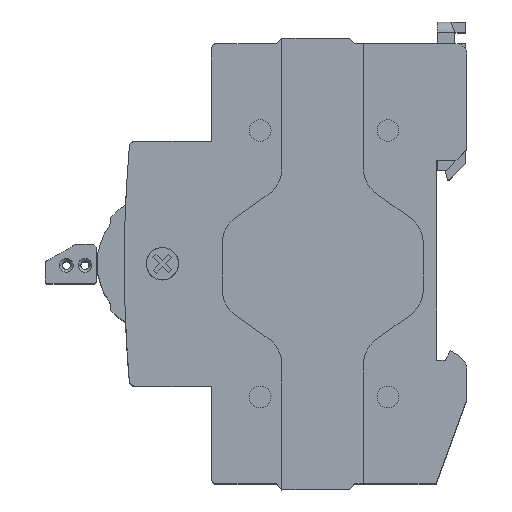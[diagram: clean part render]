
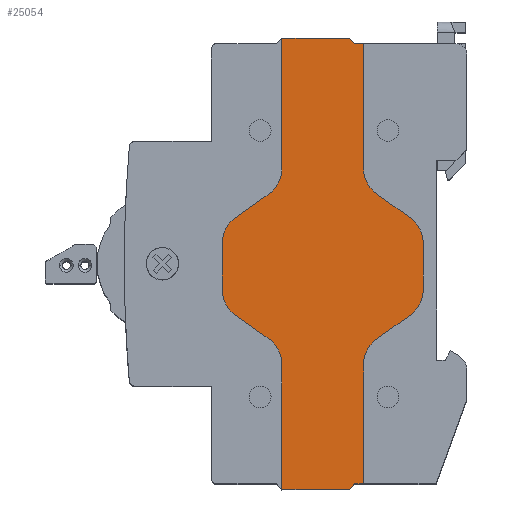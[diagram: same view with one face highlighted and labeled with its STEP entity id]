
A CAD part, top view. The second image highlights one B-rep face of the part: STEP entity #25054.
In plain terms, the highlighted planar face has unit normal (0, 0, 1).
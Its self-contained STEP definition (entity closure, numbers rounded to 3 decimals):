
#21350=DIRECTION('',(0.,1.,0.));
#21351=VECTOR('',#21350,21.877);
#21352=CARTESIAN_POINT('',(15.,-40.5,26.7));
#21353=LINE('',#21352,#21351);
#21402=DIRECTION('',(1.,0.,0.));
#21403=VECTOR('',#21402,1.64);
#21404=CARTESIAN_POINT('',(13.36,-40.5,26.7));
#21405=LINE('',#21404,#21403);
#21786=DIRECTION('',(0.,-1.,0.));
#21787=VECTOR('',#21786,23.877);
#21788=CARTESIAN_POINT('',(0.,41.5,26.7));
#21789=LINE('',#21788,#21787);
#21790=DIRECTION('',(-0.707,-0.707,0.));
#21791=VECTOR('',#21790,1.414);
#21792=CARTESIAN_POINT('',(13.36,-40.5,26.7));
#21793=LINE('',#21792,#21791);
#21794=CARTESIAN_POINT('',(-6.,-18.623,26.7));
#21795=DIRECTION('',(0.,0.,1.));
#21796=DIRECTION('',(1.,0.,0.));
#21797=AXIS2_PLACEMENT_3D('',#21794,#21795,#21796);
#21799=DIRECTION('',(-0.819,0.574,0.));
#21800=VECTOR('',#21799,7.182);
#21801=CARTESIAN_POINT('',(-2.559,-13.708,26.7));
#21802=LINE('',#21801,#21800);
#21803=CARTESIAN_POINT('',(-5.,-4.674,26.7));
#21804=DIRECTION('',(0.,0.,-1.));
#21805=DIRECTION('',(-0.574,-0.819,0.));
#21806=AXIS2_PLACEMENT_3D('',#21803,#21804,#21805);
#21808=CARTESIAN_POINT('',(-5.,3.674,26.7));
#21809=DIRECTION('',(0.,0.,-1.));
#21810=DIRECTION('',(-1.,0.,0.));
#21811=AXIS2_PLACEMENT_3D('',#21808,#21809,#21810);
#21813=DIRECTION('',(0.819,0.574,0.));
#21814=VECTOR('',#21813,7.182);
#21815=CARTESIAN_POINT('',(-8.441,8.589,26.7));
#21816=LINE('',#21815,#21814);
#21817=CARTESIAN_POINT('',(-6.,17.623,26.7));
#21818=DIRECTION('',(0.,0.,1.));
#21819=DIRECTION('',(0.574,-0.819,0.));
#21820=AXIS2_PLACEMENT_3D('',#21817,#21818,#21819);
#21822=DIRECTION('',(0.707,-0.707,0.));
#21823=VECTOR('',#21822,1.414);
#21824=CARTESIAN_POINT('',(12.36,41.5,26.7));
#21825=LINE('',#21824,#21823);
#21826=CARTESIAN_POINT('',(21.,17.623,26.7));
#21827=DIRECTION('',(0.,0.,1.));
#21828=DIRECTION('',(-1.,0.,0.));
#21829=AXIS2_PLACEMENT_3D('',#21826,#21827,#21828);
#21831=DIRECTION('',(0.819,-0.574,0.));
#21832=VECTOR('',#21831,7.182);
#21833=CARTESIAN_POINT('',(17.559,12.708,26.7));
#21834=LINE('',#21833,#21832);
#21835=CARTESIAN_POINT('',(20.,3.674,26.7));
#21836=DIRECTION('',(0.,0.,-1.));
#21837=DIRECTION('',(0.574,0.819,0.));
#21838=AXIS2_PLACEMENT_3D('',#21835,#21836,#21837);
#21840=CARTESIAN_POINT('',(20.,-4.674,26.7));
#21841=DIRECTION('',(0.,0.,-1.));
#21842=DIRECTION('',(1.,0.,0.));
#21843=AXIS2_PLACEMENT_3D('',#21840,#21841,#21842);
#21845=DIRECTION('',(-0.819,-0.574,0.));
#21846=VECTOR('',#21845,7.182);
#21847=CARTESIAN_POINT('',(23.441,-9.589,26.7));
#21848=LINE('',#21847,#21846);
#21849=CARTESIAN_POINT('',(21.,-18.623,26.7));
#21850=DIRECTION('',(0.,0.,1.));
#21851=DIRECTION('',(-0.574,0.819,0.));
#21852=AXIS2_PLACEMENT_3D('',#21849,#21850,#21851);
#21890=DIRECTION('',(1.,0.,0.));
#21891=VECTOR('',#21890,12.36);
#21892=CARTESIAN_POINT('',(0.,-41.5,26.7));
#21893=LINE('',#21892,#21891);
#22444=DIRECTION('',(0.,-1.,0.));
#22445=VECTOR('',#22444,22.877);
#22446=CARTESIAN_POINT('',(0.,-18.623,26.7));
#22447=LINE('',#22446,#22445);
#22464=DIRECTION('',(0.,-1.,0.));
#22465=VECTOR('',#22464,8.349);
#22466=CARTESIAN_POINT('',(-11.,3.674,26.7));
#22467=LINE('',#22466,#22465);
#22668=DIRECTION('',(-1.,0.,0.));
#22669=VECTOR('',#22668,12.36);
#22670=CARTESIAN_POINT('',(12.36,41.5,26.7));
#22671=LINE('',#22670,#22669);
#22716=DIRECTION('',(-1.,0.,0.));
#22717=VECTOR('',#22716,1.64);
#22718=CARTESIAN_POINT('',(15.,40.5,26.7));
#22719=LINE('',#22718,#22717);
#23192=DIRECTION('',(0.,1.,0.));
#23193=VECTOR('',#23192,22.877);
#23194=CARTESIAN_POINT('',(15.,17.623,26.7));
#23195=LINE('',#23194,#23193);
#23212=DIRECTION('',(0.,1.,0.));
#23213=VECTOR('',#23212,8.349);
#23214=CARTESIAN_POINT('',(26.,-4.674,26.7));
#23215=LINE('',#23214,#23213);
#23654=CARTESIAN_POINT('',(13.36,40.5,26.7));
#23655=VERTEX_POINT('',#23654);
#23656=CARTESIAN_POINT('',(12.36,41.5,26.7));
#23657=VERTEX_POINT('',#23656);
#23678=CARTESIAN_POINT('',(15.,40.5,26.7));
#23679=VERTEX_POINT('',#23678);
#23840=CARTESIAN_POINT('',(0.,41.5,26.7));
#23841=VERTEX_POINT('',#23840);
#23898=CARTESIAN_POINT('',(0.,17.623,26.7));
#23899=VERTEX_POINT('',#23898);
#23900=CARTESIAN_POINT('',(-2.559,12.708,26.7));
#23901=VERTEX_POINT('',#23900);
#23902=CARTESIAN_POINT('',(13.36,-40.5,26.7));
#23903=CARTESIAN_POINT('',(15.,-40.5,26.7));
#23904=VERTEX_POINT('',#23902);
#23905=VERTEX_POINT('',#23903);
#23906=CARTESIAN_POINT('',(12.36,-41.5,26.7));
#23907=VERTEX_POINT('',#23906);
#23908=CARTESIAN_POINT('',(0.,-41.5,26.7));
#23909=VERTEX_POINT('',#23908);
#23910=CARTESIAN_POINT('',(0.,-18.623,26.7));
#23911=VERTEX_POINT('',#23910);
#23912=CARTESIAN_POINT('',(-2.559,-13.708,26.7));
#23913=VERTEX_POINT('',#23912);
#23914=CARTESIAN_POINT('',(-8.441,-9.589,26.7));
#23915=VERTEX_POINT('',#23914);
#23916=CARTESIAN_POINT('',(-11.,-4.674,26.7));
#23917=VERTEX_POINT('',#23916);
#23918=CARTESIAN_POINT('',(-11.,3.674,26.7));
#23919=VERTEX_POINT('',#23918);
#23920=CARTESIAN_POINT('',(-8.441,8.589,26.7));
#23921=VERTEX_POINT('',#23920);
#23922=CARTESIAN_POINT('',(15.,17.623,26.7));
#23923=VERTEX_POINT('',#23922);
#23924=CARTESIAN_POINT('',(17.559,12.708,26.7));
#23925=VERTEX_POINT('',#23924);
#23926=CARTESIAN_POINT('',(23.441,8.589,26.7));
#23927=VERTEX_POINT('',#23926);
#23928=CARTESIAN_POINT('',(26.,3.674,26.7));
#23929=VERTEX_POINT('',#23928);
#23930=CARTESIAN_POINT('',(26.,-4.674,26.7));
#23931=VERTEX_POINT('',#23930);
#23932=CARTESIAN_POINT('',(23.441,-9.589,26.7));
#23933=VERTEX_POINT('',#23932);
#23934=CARTESIAN_POINT('',(17.559,-13.708,26.7));
#23935=VERTEX_POINT('',#23934);
#23936=CARTESIAN_POINT('',(15.,-18.623,26.7));
#23937=VERTEX_POINT('',#23936);
#25004=CARTESIAN_POINT('',(-6.,-18.623,26.7));
#25005=DIRECTION('',(0.,0.,1.));
#25006=DIRECTION('',(1.,0.,0.));
#25007=AXIS2_PLACEMENT_3D('',#25004,#25005,#25006);
#25008=PLANE('',#25007);
#25009=ORIENTED_EDGE('',*,*,#24497,.F.);
#25011=ORIENTED_EDGE('',*,*,#25010,.T.);
#25013=ORIENTED_EDGE('',*,*,#25012,.F.);
#25015=ORIENTED_EDGE('',*,*,#25014,.F.);
#25017=ORIENTED_EDGE('',*,*,#25016,.T.);
#25019=ORIENTED_EDGE('',*,*,#25018,.T.);
#25021=ORIENTED_EDGE('',*,*,#25020,.T.);
#25023=ORIENTED_EDGE('',*,*,#25022,.F.);
#25025=ORIENTED_EDGE('',*,*,#25024,.T.);
#25027=ORIENTED_EDGE('',*,*,#25026,.T.);
#25028=ORIENTED_EDGE('',*,*,#24970,.T.);
#25029=ORIENTED_EDGE('',*,*,#24991,.F.);
#25031=ORIENTED_EDGE('',*,*,#25030,.F.);
#25033=ORIENTED_EDGE('',*,*,#25032,.T.);
#25035=ORIENTED_EDGE('',*,*,#25034,.F.);
#25037=ORIENTED_EDGE('',*,*,#25036,.F.);
#25039=ORIENTED_EDGE('',*,*,#25038,.T.);
#25041=ORIENTED_EDGE('',*,*,#25040,.T.);
#25043=ORIENTED_EDGE('',*,*,#25042,.T.);
#25045=ORIENTED_EDGE('',*,*,#25044,.F.);
#25047=ORIENTED_EDGE('',*,*,#25046,.T.);
#25049=ORIENTED_EDGE('',*,*,#25048,.T.);
#25050=ORIENTED_EDGE('',*,*,#24429,.T.);
#25051=ORIENTED_EDGE('',*,*,#24451,.F.);
#25052=EDGE_LOOP('',(#25009,#25011,#25013,#25015,#25017,#25019,#25021,#25023,
#25025,#25027,#25028,#25029,#25031,#25033,#25035,#25037,#25039,#25041,#25043,
#25045,#25047,#25049,#25050,#25051));
#25053=FACE_OUTER_BOUND('',#25052,.F.);
#21798=CIRCLE('',#21797,6.);
#21807=CIRCLE('',#21806,6.);
#21812=CIRCLE('',#21811,6.);
#21821=CIRCLE('',#21820,6.);
#21830=CIRCLE('',#21829,6.);
#21839=CIRCLE('',#21838,6.);
#21844=CIRCLE('',#21843,6.);
#21853=CIRCLE('',#21852,6.);
#24429=EDGE_CURVE('',#23935,#23937,#21853,.T.);
#24451=EDGE_CURVE('',#23905,#23937,#21353,.T.);
#24497=EDGE_CURVE('',#23904,#23905,#21405,.T.);
#24970=EDGE_CURVE('',#23901,#23899,#21821,.T.);
#24991=EDGE_CURVE('',#23841,#23899,#21789,.T.);
#25010=EDGE_CURVE('',#23904,#23907,#21793,.T.);
#25012=EDGE_CURVE('',#23909,#23907,#21893,.T.);
#25014=EDGE_CURVE('',#23911,#23909,#22447,.T.);
#25016=EDGE_CURVE('',#23911,#23913,#21798,.T.);
#25018=EDGE_CURVE('',#23913,#23915,#21802,.T.);
#25020=EDGE_CURVE('',#23915,#23917,#21807,.T.);
#25022=EDGE_CURVE('',#23919,#23917,#22467,.T.);
#25024=EDGE_CURVE('',#23919,#23921,#21812,.T.);
#25026=EDGE_CURVE('',#23921,#23901,#21816,.T.);
#25030=EDGE_CURVE('',#23657,#23841,#22671,.T.);
#25032=EDGE_CURVE('',#23657,#23655,#21825,.T.);
#25034=EDGE_CURVE('',#23679,#23655,#22719,.T.);
#25036=EDGE_CURVE('',#23923,#23679,#23195,.T.);
#25038=EDGE_CURVE('',#23923,#23925,#21830,.T.);
#25040=EDGE_CURVE('',#23925,#23927,#21834,.T.);
#25042=EDGE_CURVE('',#23927,#23929,#21839,.T.);
#25044=EDGE_CURVE('',#23931,#23929,#23215,.T.);
#25046=EDGE_CURVE('',#23931,#23933,#21844,.T.);
#25048=EDGE_CURVE('',#23933,#23935,#21848,.T.);
#25054=ADVANCED_FACE('',(#25053),#25008,.T.);
